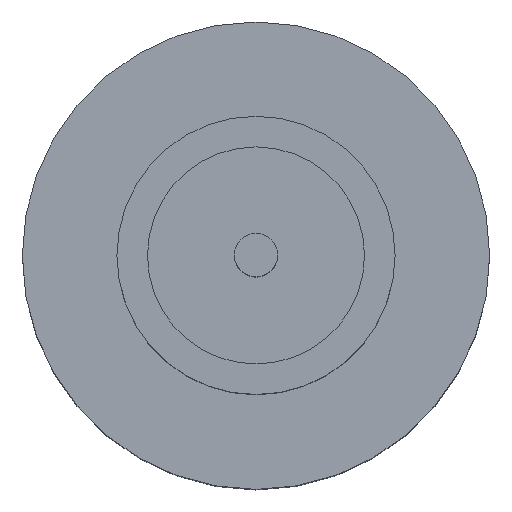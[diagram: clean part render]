
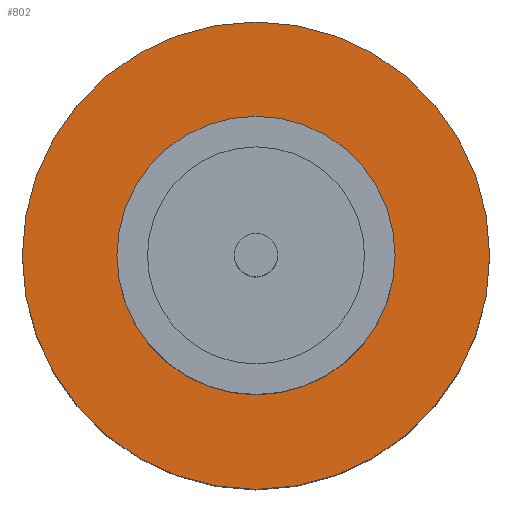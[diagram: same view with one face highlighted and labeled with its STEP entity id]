
A CAD part, top view. The second image highlights one B-rep face of the part: STEP entity #802.
In plain terms, the highlighted planar face has unit normal (0, 0, 1).
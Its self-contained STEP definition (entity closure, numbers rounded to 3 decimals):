
#8 = ORIENTED_EDGE ( 'NONE', *, *, #537, .F. ) ;
#39 = AXIS2_PLACEMENT_3D ( 'NONE', #410, #143, #683 ) ;
#49 = FACE_BOUND ( 'NONE', #211, .T. ) ;
#143 = DIRECTION ( 'NONE',  ( 0., 0., 1. ) ) ;
#155 = AXIS2_PLACEMENT_3D ( 'NONE', #534, #395, #522 ) ;
#177 = AXIS2_PLACEMENT_3D ( 'NONE', #235, #483, #555 ) ;
#202 = DIRECTION ( 'NONE',  ( 0., 0., 1. ) ) ;
#203 = EDGE_CURVE ( 'NONE', #708, #212, #205, .T. ) ;
#205 = CIRCLE ( 'NONE', #177, 2.1 ) ;
#211 = EDGE_LOOP ( 'NONE', ( #760, #8 ) ) ;
#212 = VERTEX_POINT ( 'NONE', #356 ) ;
#235 = CARTESIAN_POINT ( 'NONE',  ( 0., 0., 1.55 ) ) ;
#272 = CARTESIAN_POINT ( 'NONE',  ( 0., 0., 1.55 ) ) ;
#289 = ORIENTED_EDGE ( 'NONE', *, *, #433, .T. ) ;
#327 = PLANE ( 'NONE',  #155 ) ;
#356 = CARTESIAN_POINT ( 'NONE',  ( -2.1, 0., 1.55 ) ) ;
#364 = VERTEX_POINT ( 'NONE', #821 ) ;
#376 = AXIS2_PLACEMENT_3D ( 'NONE', #785, #202, #464 ) ;
#393 = ORIENTED_EDGE ( 'NONE', *, *, #203, .T. ) ;
#395 = DIRECTION ( 'NONE',  ( 0., 0., 1. ) ) ;
#399 = DIRECTION ( 'NONE',  ( 0., 0., 1. ) ) ;
#410 = CARTESIAN_POINT ( 'NONE',  ( 0., 0., 1.55 ) ) ;
#429 = CIRCLE ( 'NONE', #39, 1.25 ) ;
#433 = EDGE_CURVE ( 'NONE', #212, #708, #497, .T. ) ;
#464 = DIRECTION ( 'NONE',  ( 1., 0., 0. ) ) ;
#483 = DIRECTION ( 'NONE',  ( 0., 0., 1. ) ) ;
#488 = EDGE_CURVE ( 'NONE', #823, #364, #696, .T. ) ;
#497 = CIRCLE ( 'NONE', #505, 2.1 ) ;
#505 = AXIS2_PLACEMENT_3D ( 'NONE', #272, #399, #532 ) ;
#522 = DIRECTION ( 'NONE',  ( 1., 0., 0. ) ) ;
#532 = DIRECTION ( 'NONE',  ( 1., 0., 0. ) ) ;
#534 = CARTESIAN_POINT ( 'NONE',  ( 0., 0., 1.55 ) ) ;
#537 = EDGE_CURVE ( 'NONE', #364, #823, #429, .T. ) ;
#555 = DIRECTION ( 'NONE',  ( 1., 0., 0. ) ) ;
#654 = CARTESIAN_POINT ( 'NONE',  ( 2.1, 0., 1.55 ) ) ;
#683 = DIRECTION ( 'NONE',  ( 1., 0., 0. ) ) ;
#696 = CIRCLE ( 'NONE', #376, 1.25 ) ;
#708 = VERTEX_POINT ( 'NONE', #654 ) ;
#729 = CARTESIAN_POINT ( 'NONE',  ( 1.25, 0., 1.55 ) ) ;
#748 = FACE_OUTER_BOUND ( 'NONE', #775, .T. ) ;
#760 = ORIENTED_EDGE ( 'NONE', *, *, #488, .F. ) ;
#775 = EDGE_LOOP ( 'NONE', ( #289, #393 ) ) ;
#785 = CARTESIAN_POINT ( 'NONE',  ( 0., 0., 1.55 ) ) ;
#802 = ADVANCED_FACE ( 'NONE', ( #49, #748 ), #327, .T. ) ;
#821 = CARTESIAN_POINT ( 'NONE',  ( -1.25, 0., 1.55 ) ) ;
#823 = VERTEX_POINT ( 'NONE', #729 ) ;
